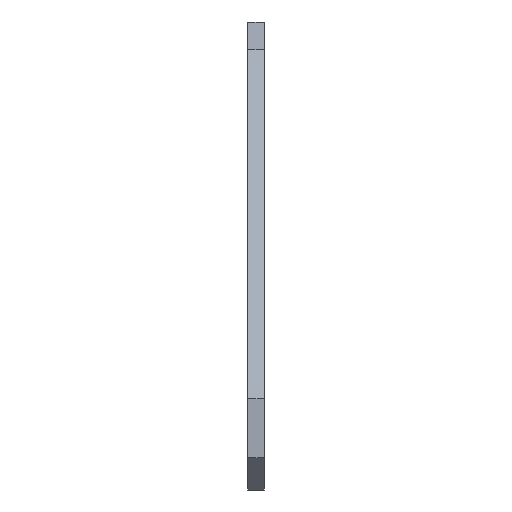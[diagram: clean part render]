
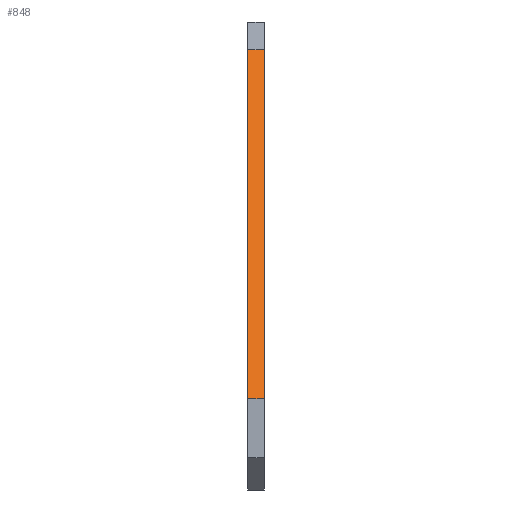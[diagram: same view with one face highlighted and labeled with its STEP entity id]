
A CAD part, left-side view. The second image highlights one B-rep face of the part: STEP entity #848.
In plain terms, the highlighted planar face has unit normal (-0.858, 0, 0.514).
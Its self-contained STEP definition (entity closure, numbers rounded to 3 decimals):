
#54=PLANE('',#919);
#95=FACE_OUTER_BOUND('',#136,.T.);
#136=EDGE_LOOP('',(#699,#700,#701,#702));
#239=LINE('',#1335,#340);
#240=LINE('',#1338,#341);
#241=LINE('',#1340,#342);
#242=LINE('',#1341,#343);
#340=VECTOR('',#1102,10.);
#341=VECTOR('',#1105,10.);
#342=VECTOR('',#1106,10.);
#343=VECTOR('',#1107,10.);
#440=VERTEX_POINT('',#1328);
#443=VERTEX_POINT('',#1333);
#444=VERTEX_POINT('',#1337);
#445=VERTEX_POINT('',#1339);
#551=EDGE_CURVE('',#440,#443,#239,.T.);
#552=EDGE_CURVE('',#444,#440,#240,.T.);
#553=EDGE_CURVE('',#445,#443,#241,.T.);
#554=EDGE_CURVE('',#444,#445,#242,.T.);
#699=ORIENTED_EDGE('',*,*,#552,.T.);
#700=ORIENTED_EDGE('',*,*,#551,.T.);
#701=ORIENTED_EDGE('',*,*,#553,.F.);
#702=ORIENTED_EDGE('',*,*,#554,.F.);
#848=ADVANCED_FACE('',(#95),#54,.T.);
#919=AXIS2_PLACEMENT_3D('',#1336,#1103,#1104);
#1102=DIRECTION('',(0.,1.,0.));
#1103=DIRECTION('center_axis',(-0.857,0.,0.514));
#1104=DIRECTION('ref_axis',(0.514,0.,0.857));
#1105=DIRECTION('',(0.514,0.,0.857));
#1106=DIRECTION('',(0.514,0.,0.857));
#1107=DIRECTION('',(0.,1.,0.));
#1328=CARTESIAN_POINT('',(86.971,0.,48.285));
#1333=CARTESIAN_POINT('',(86.971,1.,48.285));
#1335=CARTESIAN_POINT('',(86.971,0.,48.285));
#1336=CARTESIAN_POINT('Origin',(74.,0.,26.667));
#1337=CARTESIAN_POINT('',(74.,0.,26.667));
#1338=CARTESIAN_POINT('',(74.,0.,26.667));
#1339=CARTESIAN_POINT('',(74.,1.,26.667));
#1340=CARTESIAN_POINT('',(74.,1.,26.667));
#1341=CARTESIAN_POINT('',(74.,0.,26.667));
